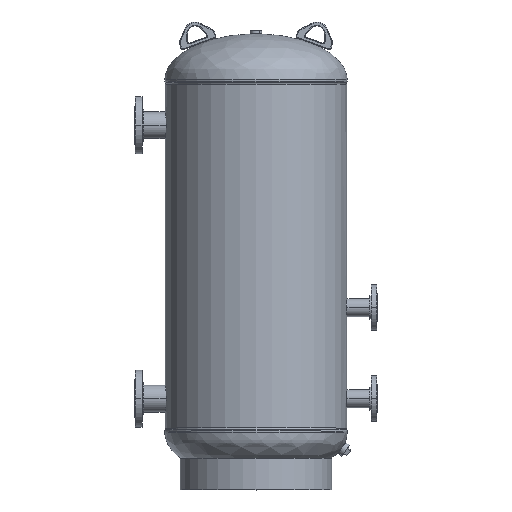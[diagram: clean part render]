
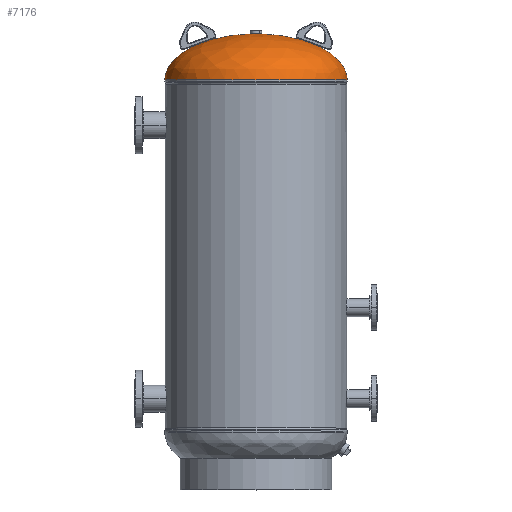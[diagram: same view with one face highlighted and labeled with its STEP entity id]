
A CAD part, top view. The second image highlights one B-rep face of the part: STEP entity #7176.
In plain terms, the highlighted free-form (B-spline) face has degree [3, 3] with [4, 4] control points.
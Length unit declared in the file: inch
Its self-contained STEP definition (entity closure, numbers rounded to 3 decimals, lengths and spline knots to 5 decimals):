
#41 = DIRECTION ( 'NONE',  ( 0., 1., 0. ) ) ;
#113 = CARTESIAN_POINT ( 'NONE',  ( 0., 6.62626, 0.625 ) ) ;
#157 = CARTESIAN_POINT ( 'NONE',  ( 0.625, 6.62626, 0. ) ) ;
#296 = CARTESIAN_POINT ( 'NONE',  ( -0.625, 6.62626, 1.25 ) ) ;
#433 = CARTESIAN_POINT ( 'NONE',  ( -12., 3.97305, 24. ) ) ;
#679 = CARTESIAN_POINT ( 'NONE',  ( 0., 6.62626, 0. ) ) ;
#884 = AXIS2_PLACEMENT_3D ( 'NONE', #8604, #5408, #2139 ) ;
#959 = CARTESIAN_POINT ( 'NONE',  ( -0.625, 6.62626, 0. ) ) ;
#1380 = CARTESIAN_POINT ( 'NONE',  ( 12., 3.97305, 0. ) ) ;
#1577 = CARTESIAN_POINT ( 'NONE',  ( -12., 3.97305, 0. ) ) ;
#1884 = CIRCLE ( 'NONE', #3698, 0.625 ) ;
#2028 = CARTESIAN_POINT ( 'NONE',  ( 12., 0.56, 0. ) ) ;
#2139 = DIRECTION ( 'NONE',  ( 1., 0., 0. ) ) ;
#2221 = ORIENTED_EDGE ( 'NONE', *, *, #3323, .F. ) ;
#2778 = EDGE_LOOP ( 'NONE', ( #4566, #10986, #5409, #10951, #2221 ) ) ;
#3323 = EDGE_CURVE ( 'NONE', #3714, #5569, #1884, .T. ) ;
#3494 = CARTESIAN_POINT ( 'NONE',  ( 0.625, 6.62626, 1.25 ) ) ;
#3679 = CARTESIAN_POINT ( 'NONE',  ( -12., 0.56, 0. ) ) ;
#3698 = AXIS2_PLACEMENT_3D ( 'NONE', #9776, #41, #5382 ) ;
#3710 = CARTESIAN_POINT ( 'NONE',  ( 12., 0.56, 24. ) ) ;
#3714 = VERTEX_POINT ( 'NONE', #113 ) ;
#4188 = CARTESIAN_POINT ( 'NONE',  ( -0.625, 6.62626, 0. ) ) ;
#4317 = EDGE_CURVE ( 'NONE', #11787, #3714, #4641, .T. ) ;
#4566 = ORIENTED_EDGE ( 'NONE', *, *, #4317, .F. ) ;
#4641 = CIRCLE ( 'NONE', #11867, 0.625 ) ;
#4648 = CARTESIAN_POINT ( 'NONE',  ( 12., 3.97305, 24. ) ) ;
#5094 =( BOUNDED_CURVE ( )  B_SPLINE_CURVE ( 3, ( #4188, #12980, #10858, #10932 ),
 .UNSPECIFIED., .F., .F. ) 
 B_SPLINE_CURVE_WITH_KNOTS ( ( 4, 4 ),
 ( 1.6229, 3.14159 ),
 .UNSPECIFIED. ) 
 CURVE ( )  GEOMETRIC_REPRESENTATION_ITEM ( )  RATIONAL_B_SPLINE_CURVE ( ( 1., 0.817, 0.817, 1. ) ) 
 REPRESENTATION_ITEM ( '' )  );
#5382 = DIRECTION ( 'NONE',  ( 1., 0., 0. ) ) ;
#5408 = DIRECTION ( 'NONE',  ( 0., -1., 0. ) ) ;
#5409 = ORIENTED_EDGE ( 'NONE', *, *, #7544, .F. ) ;
#5544 =( BOUNDED_SURFACE ( )  B_SPLINE_SURFACE ( 3, 3, ( 
 ( #10172, #3494, #296, #6865 ),
 ( #10101, #11102, #9047, #6792 ),
 ( #11172, #4648, #433, #1577 ),
 ( #13287, #3710, #7003, #5916 ) ),
 .UNSPECIFIED., .F., .F., .F. ) 
 B_SPLINE_SURFACE_WITH_KNOTS ( ( 4, 4 ),
 ( 4, 4 ),
 ( 0., 1. ),
 ( 0., 1. ),
 .UNSPECIFIED. ) 
 GEOMETRIC_REPRESENTATION_ITEM ( )  RATIONAL_B_SPLINE_SURFACE ( (
 ( 1., 0.333, 0.333, 1.),
 ( 0.817, 0.272, 0.272, 0.817),
 ( 0.817, 0.272, 0.272, 0.817),
 ( 1., 0.333, 0.333, 1.) ) ) 
 REPRESENTATION_ITEM ( '' )  SURFACE ( )  );
#5569 = VERTEX_POINT ( 'NONE', #8979 ) ;
#5762 = EDGE_CURVE ( 'NONE', #11787, #12896, #5094, .T. ) ;
#5916 = CARTESIAN_POINT ( 'NONE',  ( -12., 0.56, 0. ) ) ;
#6233 = DIRECTION ( 'NONE',  ( 0., 1., 0. ) ) ;
#6792 = CARTESIAN_POINT ( 'NONE',  ( -7.35823, 6.44849, 0. ) ) ;
#6865 = CARTESIAN_POINT ( 'NONE',  ( -0.625, 6.62626, 0. ) ) ;
#7003 = CARTESIAN_POINT ( 'NONE',  ( -12., 0.56, 24. ) ) ;
#7176 = ADVANCED_FACE ( 'NONE', ( #7923 ), #5544, .F. ) ;
#7460 =( BOUNDED_CURVE ( )  B_SPLINE_CURVE ( 3, ( #157, #9827, #1380, #7933 ),
 .UNSPECIFIED., .F., .T. ) 
 B_SPLINE_CURVE_WITH_KNOTS ( ( 4, 4 ),
 ( 1.6229, 3.14159 ),
 .UNSPECIFIED. ) 
 CURVE ( )  GEOMETRIC_REPRESENTATION_ITEM ( )  RATIONAL_B_SPLINE_CURVE ( ( 1., 0.817, 0.817, 1. ) ) 
 REPRESENTATION_ITEM ( '' )  );
#7544 = EDGE_CURVE ( 'NONE', #11654, #12896, #7943, .T. ) ;
#7923 = FACE_OUTER_BOUND ( 'NONE', #2778, .T. ) ;
#7933 = CARTESIAN_POINT ( 'NONE',  ( 12., 0.56, 0. ) ) ;
#7943 = CIRCLE ( 'NONE', #884, 12. ) ;
#8604 = CARTESIAN_POINT ( 'NONE',  ( 0., 0.56, 0. ) ) ;
#8979 = CARTESIAN_POINT ( 'NONE',  ( 0.625, 6.62626, 0. ) ) ;
#9047 = CARTESIAN_POINT ( 'NONE',  ( -7.35823, 6.44849, 14.71646 ) ) ;
#9776 = CARTESIAN_POINT ( 'NONE',  ( 0., 6.62626, 0. ) ) ;
#9827 = CARTESIAN_POINT ( 'NONE',  ( 7.35823, 6.44849, 0. ) ) ;
#10101 = CARTESIAN_POINT ( 'NONE',  ( 7.35823, 6.44849, 0. ) ) ;
#10172 = CARTESIAN_POINT ( 'NONE',  ( 0.625, 6.62626, 0. ) ) ;
#10858 = CARTESIAN_POINT ( 'NONE',  ( -12., 3.97305, 0. ) ) ;
#10932 = CARTESIAN_POINT ( 'NONE',  ( -12., 0.56, 0. ) ) ;
#10951 = ORIENTED_EDGE ( 'NONE', *, *, #13589, .F. ) ;
#10986 = ORIENTED_EDGE ( 'NONE', *, *, #5762, .T. ) ;
#11102 = CARTESIAN_POINT ( 'NONE',  ( 7.35823, 6.44849, 14.71646 ) ) ;
#11172 = CARTESIAN_POINT ( 'NONE',  ( 12., 3.97305, 0. ) ) ;
#11414 = DIRECTION ( 'NONE',  ( 1., 0., 0. ) ) ;
#11654 = VERTEX_POINT ( 'NONE', #2028 ) ;
#11787 = VERTEX_POINT ( 'NONE', #959 ) ;
#11867 = AXIS2_PLACEMENT_3D ( 'NONE', #679, #6233, #11414 ) ;
#12896 = VERTEX_POINT ( 'NONE', #3679 ) ;
#12980 = CARTESIAN_POINT ( 'NONE',  ( -7.35823, 6.44849, 0. ) ) ;
#13287 = CARTESIAN_POINT ( 'NONE',  ( 12., 0.56, 0. ) ) ;
#13589 = EDGE_CURVE ( 'NONE', #5569, #11654, #7460, .T. ) ;
